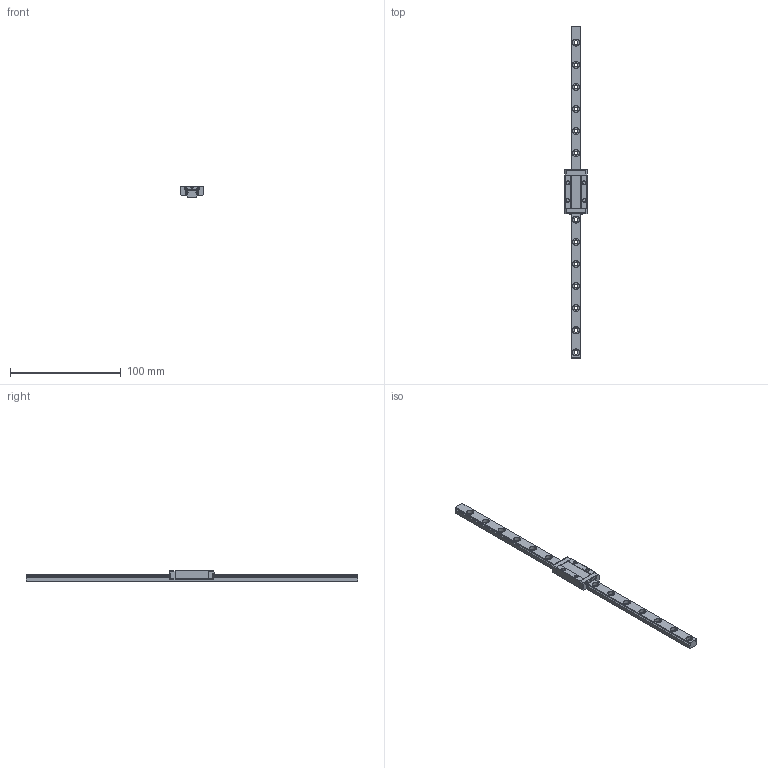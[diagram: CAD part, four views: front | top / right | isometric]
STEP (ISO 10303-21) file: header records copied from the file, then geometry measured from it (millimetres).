
FILE_DESCRIPTION(/* description */ ('','CAx-IF Rec.Pracs.---Representation and Presentation of Product Manufacturing Information (PMI)---4.0---2014-10-13'),/* implementation_level */ '2;1');
FILE_NAME(/* name */ 'MGN9H.step',/* time_stamp */ '2025-08-01T18:05:52+05:30',/* author */ (''),/* organization */ (''),/* preprocessor_version */ 'ST-DEVELOPER v20',/* originating_system */ 'Autodesk Translation Framework v13.20.0.188',/* authorisation */ '');
FILE_SCHEMA (('AP242_MANAGED_MODEL_BASED_3D_ENGINEERING_MIM_LF { 1 0 10303 442 1 1 4 }'));
Length unit declared in the file: millimetre
Products named in the file (3): MGN9H; MGN9; MGN9-H
Assembly tree (2 placements, depth 3):
  MGN9H
    MGN9
      MGN9-H
Bounding box: 20 x 300 x 10.05 mm (x, y, z)
Volume: 18964.1 mm3; surface area: 15673 mm2
Topology: 10 solids, 10 shells, 342 faces, 902 edges, 595 vertices
Faces by surface type: plane 239, cylinder 65, cone 34, sphere 4
Full cylindrical faces by diameter (mm): 1.288 x5, 2.603 x4, 3 x4, 3.5 x15, 6 x15
Entity records: 10764 total; most frequent: DIRECTION 1851, CARTESIAN_POINT 1844, ORIENTED_EDGE 1804, EDGE_CURVE 902, LINE 647, VECTOR 647, AXIS2_PLACEMENT_3D 602, VERTEX_POINT 595
